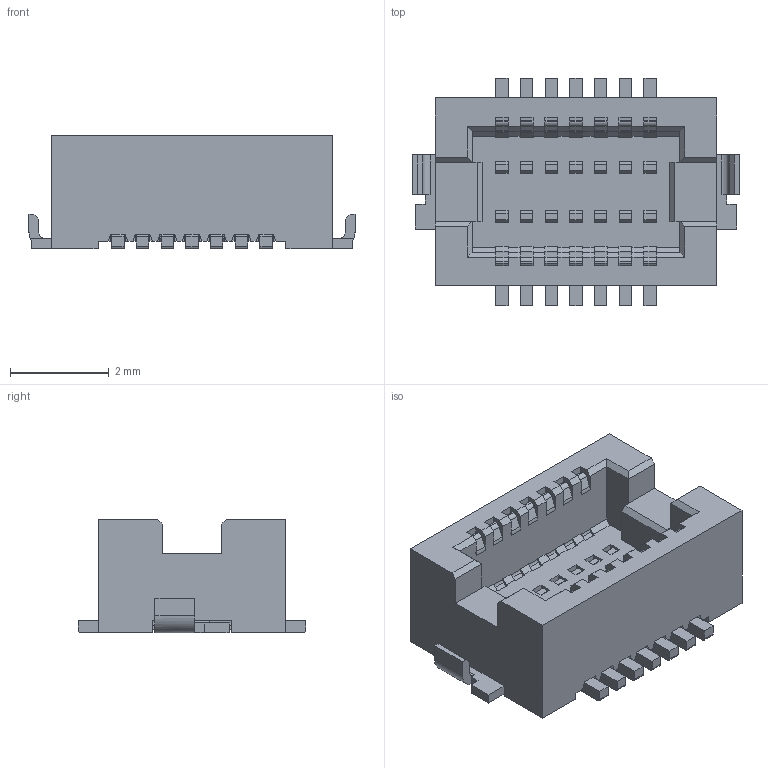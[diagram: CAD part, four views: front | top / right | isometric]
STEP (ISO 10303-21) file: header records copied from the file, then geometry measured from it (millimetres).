
FILE_DESCRIPTION(('Creo Elements/Direct Modeling STEP Export'),'2;1');
FILE_NAME('DF12NB(3.0)-14DP.stp','2020-09-17T20:30:56',(''),(''),'Creo Elements/Direct Modeling STEP processor for AP214 (Solid Model)','Creo Elements/Direct Modeling 19.0F 14-Feb-2017 (C) Parametric Technology GmbH','');
FILE_SCHEMA(('AUTOMOTIVE_DESIGN { 1 0 10303 214 1 1 1 1 }'));
Length unit declared in the file: millimetre
Products named in the file (3): DF12_3_0_-14DP_PRT.PRT; DF12_3_0_-14DP_STP.ASM; DF12NB_3_0_-14DP.stp
Assembly tree (2 placements, depth 3):
  DF12NB_3_0_-14DP.stp
    DF12_3_0_-14DP_STP.ASM
      DF12_3_0_-14DP_PRT.PRT
Bounding box: 6.6 x 4.6 x 2.3 mm (x, y, z)
Volume: 31.4 mm3; surface area: 151.7 mm2
Topology: 1 solids, 1 shells, 804 faces, 2274 edges, 1488 vertices
Faces by surface type: plane 698, cylinder 106
Entity records: 25648 total; most frequent: CARTESIAN_POINT 4569, ORIENTED_EDGE 4548, DIRECTION 4102, EDGE_CURVE 2274, VECTOR 2060, LINE 2060, VERTEX_POINT 1488, AXIS2_PLACEMENT_3D 1021
